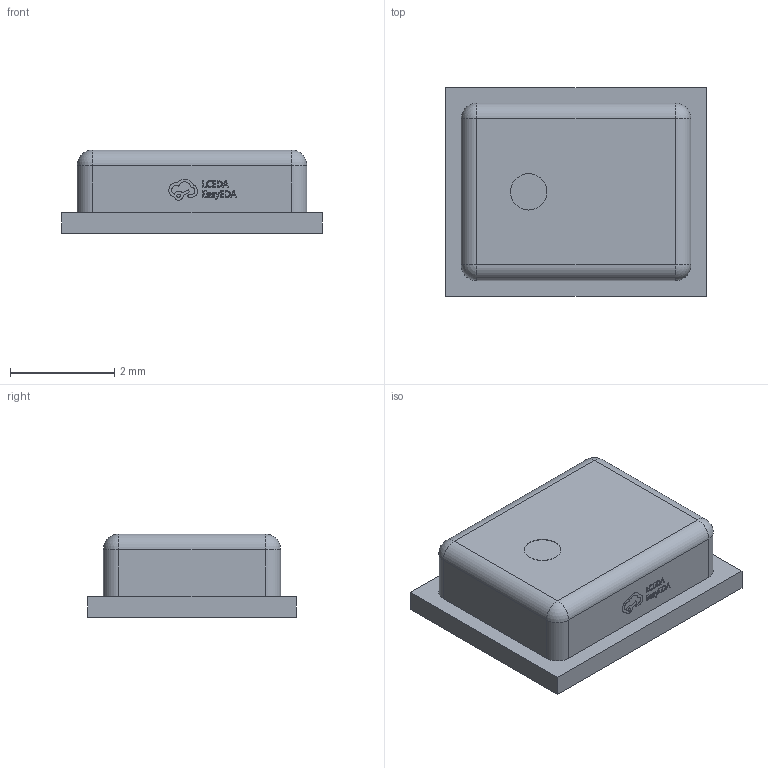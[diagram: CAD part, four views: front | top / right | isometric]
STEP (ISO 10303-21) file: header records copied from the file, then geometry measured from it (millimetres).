
FILE_DESCRIPTION (( 'STEP AP214' ), '1' );
FILE_NAME ('3D_PCB1_2023-02-20.STEP', '2023-02-20T15:50:07', ( '' ), ( '' ), 'SwSTEP 2.0', 'SolidWorks 2020', '' );
FILE_SCHEMA (( 'AUTOMOTIVE_DESIGN' ));
Length unit declared in the file: millimetre
Products named in the file (4): SENSOR-SMD_AHT10.step; 3D_PCB1_2023-02-20; SOLID.step; U1.step
Assembly tree (3 placements, depth 4):
  3D_PCB1_2023-02-20
    U1.step
      SENSOR-SMD_AHT10.step
        SOLID.step
Bounding box: 5 x 4 x 1.61 mm (x, y, z)
Volume: 25.6 mm3; surface area: 63.6 mm2
Topology: 1 solids, 1 shells, 337 faces, 895 edges, 590 vertices
Faces by surface type: plane 209, bspline 112, cylinder 12, sphere 4
Entity records: 12919 total; most frequent: CARTESIAN_POINT 3930, ORIENTED_EDGE 1782, DIRECTION 1153, EDGE_CURVE 891, VECTOR 639, LINE 639, VERTEX_POINT 590, EDGE_LOOP 371
